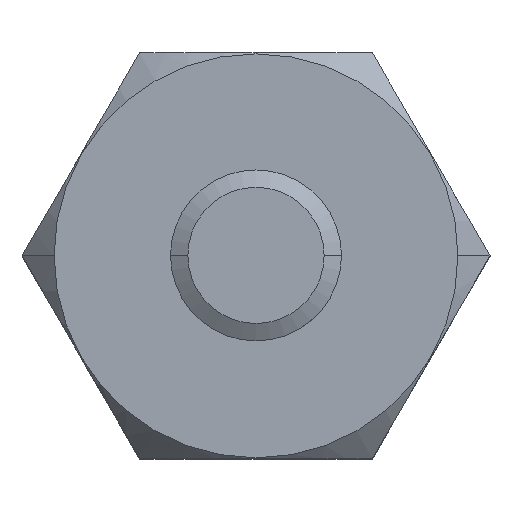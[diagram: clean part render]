
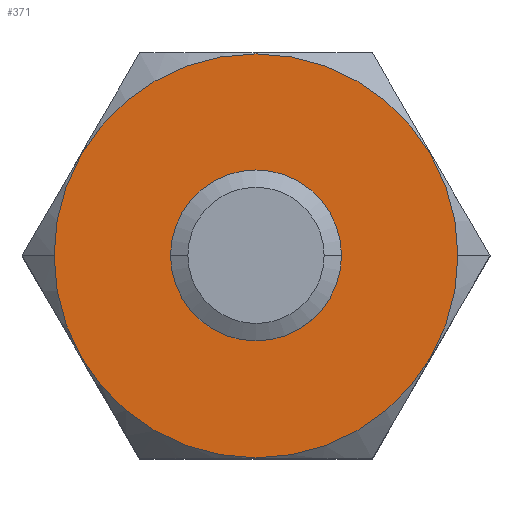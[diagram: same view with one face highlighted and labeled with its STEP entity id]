
A CAD part, top view. The second image highlights one B-rep face of the part: STEP entity #371.
In plain terms, the highlighted planar face has unit normal (0, 0, 1).
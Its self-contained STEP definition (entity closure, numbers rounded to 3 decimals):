
#161=EDGE_CURVE('',#309,#215,#429,.T.);
#215=VERTEX_POINT('',#487);
#309=VERTEX_POINT('',#591);
#349=EDGE_CURVE('',#215,#309,#636,.T.);
#371=ADVANCED_FACE('',(#662),#663,.T.);
#429=CIRCLE('',#719,9.45);
#487=CARTESIAN_POINT('',(-9.45,0.,8.));
#591=CARTESIAN_POINT('',(9.45,0.,8.));
#636=CIRCLE('',#1067,9.45);
#662=FACE_OUTER_BOUND('',#1107,.T.);
#663=PLANE('',#1108);
#719=AXIS2_PLACEMENT_3D('',#1188,#1189,#1190);
#1067=AXIS2_PLACEMENT_3D('',#1407,#1408,#1409);
#1107=EDGE_LOOP('',(#1453,#1454));
#1108=AXIS2_PLACEMENT_3D('',#1455,#1456,#1457);
#1188=CARTESIAN_POINT('',(0.,0.,8.));
#1189=DIRECTION('',(0.0,0.0,-1.0));
#1190=DIRECTION('',(1.0,0.,0.0));
#1407=CARTESIAN_POINT('',(0.,0.,8.));
#1408=DIRECTION('',(0.0,0.0,-1.0));
#1409=DIRECTION('',(1.0,0.,0.0));
#1453=ORIENTED_EDGE('',*,*,#161,.F.);
#1454=ORIENTED_EDGE('',*,*,#349,.F.);
#1455=CARTESIAN_POINT('',(6.925,0.,8.));
#1456=DIRECTION('',(0.0,0.0,1.0));
#1457=DIRECTION('',(-1.0,0.,0.0));
